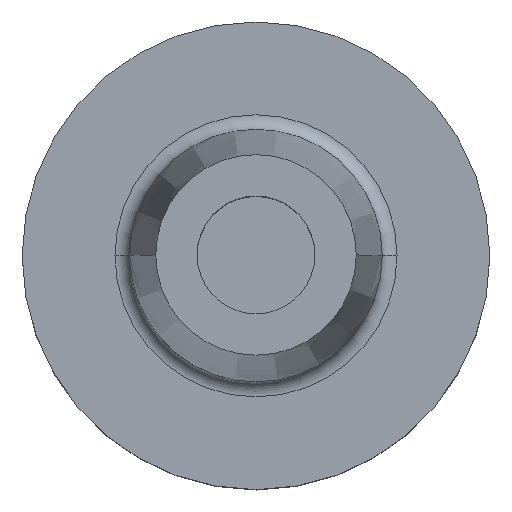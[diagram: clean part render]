
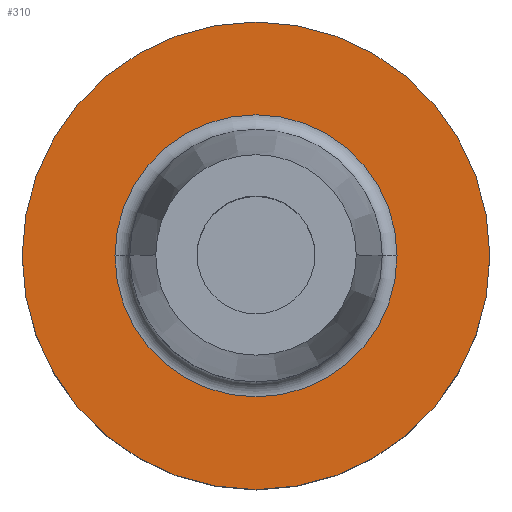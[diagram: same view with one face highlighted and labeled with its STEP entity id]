
A CAD part, top view. The second image highlights one B-rep face of the part: STEP entity #310.
In plain terms, the highlighted planar face has unit normal (0, 0, 1).
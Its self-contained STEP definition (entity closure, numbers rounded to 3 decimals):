
#63 = DIRECTION ( 'NONE',  ( -1., 0., 0. ) ) ;
#64 = AXIS2_PLACEMENT_3D ( 'NONE', #876, #879, #572 ) ;
#71 = ORIENTED_EDGE ( 'NONE', *, *, #987, .F. ) ;
#72 = ORIENTED_EDGE ( 'NONE', *, *, #790, .F. ) ;
#107 = CARTESIAN_POINT ( 'NONE',  ( -19., 0., 26. ) ) ;
#142 = CIRCLE ( 'NONE', #374, 19. ) ;
#154 = CIRCLE ( 'NONE', #64, 19. ) ;
#198 = VERTEX_POINT ( 'NONE', #434 ) ;
#226 = AXIS2_PLACEMENT_3D ( 'NONE', #508, #750, #756 ) ;
#271 = VERTEX_POINT ( 'NONE', #1198 ) ;
#273 = ORIENTED_EDGE ( 'NONE', *, *, #845, .F. ) ;
#283 = EDGE_LOOP ( 'NONE', ( #803, #273 ) ) ;
#310 = ADVANCED_FACE ( 'NONE', ( #450, #1056 ), #1053, .T. ) ;
#374 = AXIS2_PLACEMENT_3D ( 'NONE', #1384, #732, #63 ) ;
#403 = DIRECTION ( 'NONE',  ( 0., -1., 0. ) ) ;
#414 = AXIS2_PLACEMENT_3D ( 'NONE', #1129, #917, #1250 ) ;
#434 = CARTESIAN_POINT ( 'NONE',  ( 19., 0., 26. ) ) ;
#448 = CARTESIAN_POINT ( 'NONE',  ( 0., -31.5, 26. ) ) ;
#450 = FACE_BOUND ( 'NONE', #283, .T. ) ;
#508 = CARTESIAN_POINT ( 'NONE',  ( 0., 0., 26. ) ) ;
#551 = CIRCLE ( 'NONE', #414, 31.5 ) ;
#572 = DIRECTION ( 'NONE',  ( -1., 0., 0. ) ) ;
#667 = AXIS2_PLACEMENT_3D ( 'NONE', #916, #1179, #403 ) ;
#732 = DIRECTION ( 'NONE',  ( 0., 0., 1. ) ) ;
#750 = DIRECTION ( 'NONE',  ( 0., 0., -1. ) ) ;
#756 = DIRECTION ( 'NONE',  ( 0., 1., 0. ) ) ;
#790 = EDGE_CURVE ( 'NONE', #271, #878, #551, .T. ) ;
#803 = ORIENTED_EDGE ( 'NONE', *, *, #1105, .F. ) ;
#845 = EDGE_CURVE ( 'NONE', #198, #1308, #142, .T. ) ;
#876 = CARTESIAN_POINT ( 'NONE',  ( 0., 0., 26. ) ) ;
#878 = VERTEX_POINT ( 'NONE', #448 ) ;
#879 = DIRECTION ( 'NONE',  ( 0., 0., 1. ) ) ;
#916 = CARTESIAN_POINT ( 'NONE',  ( 0., 0., 26. ) ) ;
#917 = DIRECTION ( 'NONE',  ( 0., 0., -1. ) ) ;
#987 = EDGE_CURVE ( 'NONE', #878, #271, #1144, .T. ) ;
#1038 = EDGE_LOOP ( 'NONE', ( #72, #71 ) ) ;
#1053 = PLANE ( 'NONE',  #667 ) ;
#1056 = FACE_OUTER_BOUND ( 'NONE', #1038, .T. ) ;
#1105 = EDGE_CURVE ( 'NONE', #1308, #198, #154, .T. ) ;
#1129 = CARTESIAN_POINT ( 'NONE',  ( 0., 0., 26. ) ) ;
#1144 = CIRCLE ( 'NONE', #226, 31.5 ) ;
#1179 = DIRECTION ( 'NONE',  ( 0., 0., 1. ) ) ;
#1198 = CARTESIAN_POINT ( 'NONE',  ( 0., 31.5, 26. ) ) ;
#1250 = DIRECTION ( 'NONE',  ( 0., 1., 0. ) ) ;
#1308 = VERTEX_POINT ( 'NONE', #107 ) ;
#1384 = CARTESIAN_POINT ( 'NONE',  ( 0., 0., 26. ) ) ;
